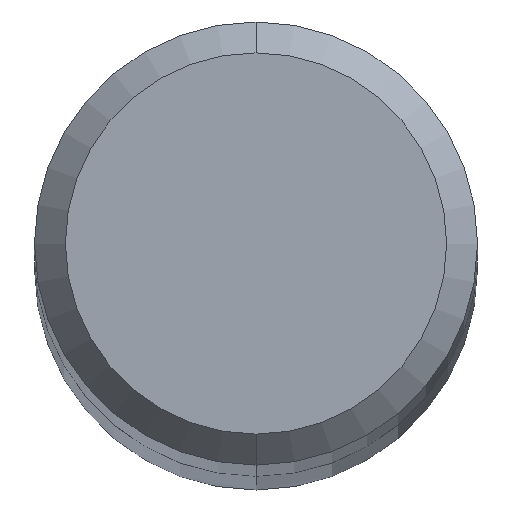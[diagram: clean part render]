
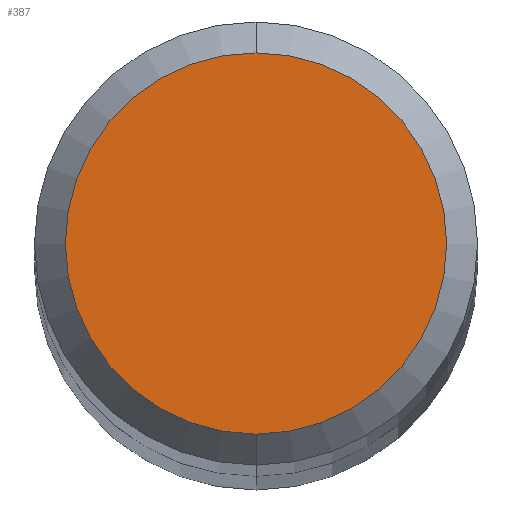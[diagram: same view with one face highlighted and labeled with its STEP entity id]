
A CAD part, top view. The second image highlights one B-rep face of the part: STEP entity #387.
In plain terms, the highlighted planar face has unit normal (0, 0, 1).
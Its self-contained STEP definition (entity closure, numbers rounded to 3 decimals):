
#201=EDGE_CURVE('',#361,#331,#466,.T.);
#331=VERTEX_POINT('',#606);
#349=EDGE_CURVE('',#331,#361,#625,.T.);
#361=VERTEX_POINT('',#638);
#387=ADVANCED_FACE('',(#668),#669,.T.);
#466=CIRCLE('',#801,1.85);
#606=CARTESIAN_POINT('',(0.,-1.85,60.0));
#625=CIRCLE('',#1213,1.85);
#638=CARTESIAN_POINT('',(0.0,1.85,60.0));
#668=FACE_OUTER_BOUND('',#1278,.T.);
#669=PLANE('',#1279);
#801=AXIS2_PLACEMENT_3D('',#1354,#1355,#1356);
#1213=AXIS2_PLACEMENT_3D('',#1496,#1497,#1498);
#1278=EDGE_LOOP('',(#1559,#1560));
#1279=AXIS2_PLACEMENT_3D('',#1561,#1562,#1563);
#1354=CARTESIAN_POINT('',(0.0,0.0,60.0));
#1355=DIRECTION('',(0.0,0.0,-1.0));
#1356=DIRECTION('',(0.0,1.0,0.0));
#1496=CARTESIAN_POINT('',(0.0,0.0,60.0));
#1497=DIRECTION('',(0.0,0.0,-1.0));
#1498=DIRECTION('',(0.0,1.0,0.0));
#1559=ORIENTED_EDGE('',*,*,#201,.F.);
#1560=ORIENTED_EDGE('',*,*,#349,.F.);
#1561=CARTESIAN_POINT('',(0.0,0.925,60.0));
#1562=DIRECTION('',(0.0,0.0,1.0));
#1563=DIRECTION('',(0.0,-1.0,0.0));
